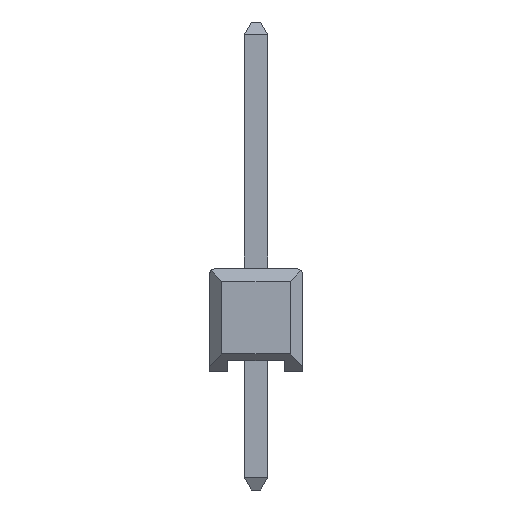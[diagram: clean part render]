
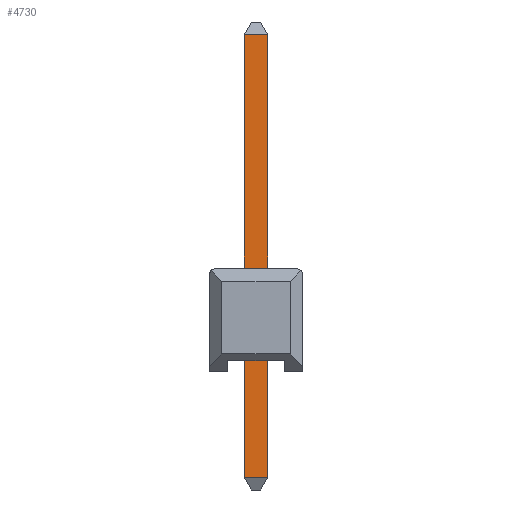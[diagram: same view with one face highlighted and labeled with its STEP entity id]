
A CAD part, front view. The second image highlights one B-rep face of the part: STEP entity #4730.
In plain terms, the highlighted free-form (B-spline) face has degree [1, 1] with [2, 2] control points.
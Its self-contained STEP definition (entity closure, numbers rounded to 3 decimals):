
#3992 = B_SPLINE_SURFACE_WITH_KNOTS('',1,1,(
    (#3993,#3994)
    ,(#3995,#3996
    )),.UNSPECIFIED.,.F.,.F.,.F.,(2,2),(2,2),(0.01,
    0.4),(-0.64,-0.01),.PIECEWISE_BEZIER_KNOTS.);
#3993 = CARTESIAN_POINT('',(0.315,-22.985,-3.2)
  );
#3994 = CARTESIAN_POINT('',(-0.315,-22.985,-3.2)
  );
#3995 = CARTESIAN_POINT('',(0.315,-23.175,-2.86)
  );
#3996 = CARTESIAN_POINT('',(-0.315,-23.175,-2.86)
  );
#4030 = VERTEX_POINT('',#4031);
#4031 = CARTESIAN_POINT('',(-0.315,-23.175,-2.86)
  );
#4068 = B_SPLINE_SURFACE_WITH_KNOTS('',1,1,(
    (#4069,#4070)
    ,(#4071,#4072
    )),.UNSPECIFIED.,.F.,.F.,.F.,(2,2),(2,2),(-9.358,
    0.093),(-0.64,0.01),
  .PIECEWISE_BEZIER_KNOTS.);
#4069 = CARTESIAN_POINT('',(-0.315,-22.535,9.326)
  );
#4070 = CARTESIAN_POINT('',(-0.315,-23.185,9.326)
  );
#4071 = CARTESIAN_POINT('',(-0.315,-22.535,-2.981)
  );
#4072 = CARTESIAN_POINT('',(-0.315,-23.185,-2.981)
  );
#4286 = VERTEX_POINT('',#4287);
#4287 = CARTESIAN_POINT('',(0.315,-23.175,-2.86)
  );
#4322 = B_SPLINE_SURFACE_WITH_KNOTS('',1,1,(
    (#4323,#4324)
    ,(#4325,#4326
    )),.UNSPECIFIED.,.F.,.F.,.F.,(2,2),(2,2),(-0.64,0.01),(
    -9.358,0.093),.PIECEWISE_BEZIER_KNOTS.);
#4323 = CARTESIAN_POINT('',(0.315,-22.535,9.326));
#4324 = CARTESIAN_POINT('',(0.315,-22.535,-2.981)
  );
#4325 = CARTESIAN_POINT('',(0.315,-23.185,9.326));
#4326 = CARTESIAN_POINT('',(0.315,-23.185,-2.981)
  );
#4357 = EDGE_CURVE('',#4286,#4030,#4358,.T.);
#4358 = SURFACE_CURVE('',#4359,(#4362,#4368),.PCURVE_S1.);
#4359 = B_SPLINE_CURVE_WITH_KNOTS('',1,(#4360,#4361),.UNSPECIFIED.,.F.,
  .F.,(2,2),(-9.896,-9.266),.PIECEWISE_BEZIER_KNOTS.);
#4360 = CARTESIAN_POINT('',(0.315,-23.175,-2.86)
  );
#4361 = CARTESIAN_POINT('',(-0.315,-23.175,-2.86)
  );
#4362 = PCURVE('',#3992,#4363);
#4363 = DEFINITIONAL_REPRESENTATION('',(#4364),#4367);
#4364 = B_SPLINE_CURVE_WITH_KNOTS('',1,(#4365,#4366),.UNSPECIFIED.,.F.,
  .F.,(2,2),(-9.896,-9.266),.PIECEWISE_BEZIER_KNOTS.);
#4365 = CARTESIAN_POINT('',(0.4,-0.64));
#4366 = CARTESIAN_POINT('',(0.4,-0.01));
#4367 = ( GEOMETRIC_REPRESENTATION_CONTEXT(2) 
PARAMETRIC_REPRESENTATION_CONTEXT() REPRESENTATION_CONTEXT('2D SPACE',''
  ) );
#4368 = PCURVE('',#4369,#4374);
#4369 = B_SPLINE_SURFACE_WITH_KNOTS('',1,1,(
    (#4370,#4371)
    ,(#4372,#4373
    )),.UNSPECIFIED.,.F.,.F.,.F.,(2,2),(2,2),(0.121,
    12.136),(-0.64,-0.01),.PIECEWISE_BEZIER_KNOTS.);
#4370 = CARTESIAN_POINT('',(0.315,-23.175,-2.86)
  );
#4371 = CARTESIAN_POINT('',(-0.315,-23.175,-2.86)
  );
#4372 = CARTESIAN_POINT('',(0.315,-23.175,9.156));
#4373 = CARTESIAN_POINT('',(-0.315,-23.175,9.156)
  );
#4374 = DEFINITIONAL_REPRESENTATION('',(#4375),#4378);
#4375 = B_SPLINE_CURVE_WITH_KNOTS('',1,(#4376,#4377),.UNSPECIFIED.,.F.,
  .F.,(2,2),(-9.896,-9.266),.PIECEWISE_BEZIER_KNOTS.);
#4376 = CARTESIAN_POINT('',(0.121,-0.64));
#4377 = CARTESIAN_POINT('',(0.121,-0.01));
#4378 = ( GEOMETRIC_REPRESENTATION_CONTEXT(2) 
PARAMETRIC_REPRESENTATION_CONTEXT() REPRESENTATION_CONTEXT('2D SPACE',''
  ) );
#4490 = VERTEX_POINT('',#4491);
#4491 = CARTESIAN_POINT('',(0.315,-23.175,9.156));
#4503 = B_SPLINE_SURFACE_WITH_KNOTS('',1,1,(
    (#4504,#4505)
    ,(#4506,#4507
    )),.UNSPECIFIED.,.F.,.F.,.F.,(2,2),(2,2),(-0.399,
    -0.01),(-0.64,-0.01),.PIECEWISE_BEZIER_KNOTS.);
#4504 = CARTESIAN_POINT('',(0.315,-23.175,9.156));
#4505 = CARTESIAN_POINT('',(-0.315,-23.175,9.156)
  );
#4506 = CARTESIAN_POINT('',(0.315,-22.985,9.496));
#4507 = CARTESIAN_POINT('',(-0.315,-22.985,9.496));
#4577 = VERTEX_POINT('',#4578);
#4578 = CARTESIAN_POINT('',(-0.315,-23.175,9.156)
  );
#4596 = EDGE_CURVE('',#4577,#4490,#4597,.T.);
#4597 = SURFACE_CURVE('',#4598,(#4601,#4607),.PCURVE_S1.);
#4598 = B_SPLINE_CURVE_WITH_KNOTS('',1,(#4599,#4600),.UNSPECIFIED.,.F.,
  .F.,(2,2),(-19.791,-19.161),.PIECEWISE_BEZIER_KNOTS.);
#4599 = CARTESIAN_POINT('',(-0.315,-23.175,9.156)
  );
#4600 = CARTESIAN_POINT('',(0.315,-23.175,9.156));
#4601 = PCURVE('',#4503,#4602);
#4602 = DEFINITIONAL_REPRESENTATION('',(#4603),#4606);
#4603 = B_SPLINE_CURVE_WITH_KNOTS('',1,(#4604,#4605),.UNSPECIFIED.,.F.,
  .F.,(2,2),(-19.791,-19.161),.PIECEWISE_BEZIER_KNOTS.);
#4604 = CARTESIAN_POINT('',(-0.399,-0.01));
#4605 = CARTESIAN_POINT('',(-0.399,-0.64));
#4606 = ( GEOMETRIC_REPRESENTATION_CONTEXT(2) 
PARAMETRIC_REPRESENTATION_CONTEXT() REPRESENTATION_CONTEXT('2D SPACE',''
  ) );
#4607 = PCURVE('',#4369,#4608);
#4608 = DEFINITIONAL_REPRESENTATION('',(#4609),#4612);
#4609 = B_SPLINE_CURVE_WITH_KNOTS('',1,(#4610,#4611),.UNSPECIFIED.,.F.,
  .F.,(2,2),(-19.791,-19.161),.PIECEWISE_BEZIER_KNOTS.);
#4610 = CARTESIAN_POINT('',(12.136,-0.01));
#4611 = CARTESIAN_POINT('',(12.136,-0.64));
#4612 = ( GEOMETRIC_REPRESENTATION_CONTEXT(2) 
PARAMETRIC_REPRESENTATION_CONTEXT() REPRESENTATION_CONTEXT('2D SPACE',''
  ) );
#4710 = EDGE_CURVE('',#4490,#4286,#4711,.T.);
#4711 = SURFACE_CURVE('',#4712,(#4715,#4722),.PCURVE_S1.);
#4712 = B_SPLINE_CURVE_WITH_KNOTS('',1,(#4713,#4714),.UNSPECIFIED.,.F.,
  .F.,(2,2),(-19.123,-9.896),.PIECEWISE_BEZIER_KNOTS.);
#4713 = CARTESIAN_POINT('',(0.315,-23.175,9.156));
#4714 = CARTESIAN_POINT('',(0.315,-23.175,-2.86)
  );
#4715 = PCURVE('',#4322,#4716);
#4716 = DEFINITIONAL_REPRESENTATION('',(#4717),#4721);
#4717 = B_SPLINE_CURVE_WITH_KNOTS('',2,(#4718,#4719,#4720),
  .UNSPECIFIED.,.F.,.F.,(3,3),(-19.123,-9.896),
  .PIECEWISE_BEZIER_KNOTS.);
#4718 = CARTESIAN_POINT('',(0.,-9.227));
#4719 = CARTESIAN_POINT('',(0.,-4.614));
#4720 = CARTESIAN_POINT('',(0.,0.));
#4721 = ( GEOMETRIC_REPRESENTATION_CONTEXT(2) 
PARAMETRIC_REPRESENTATION_CONTEXT() REPRESENTATION_CONTEXT('2D SPACE',''
  ) );
#4722 = PCURVE('',#4369,#4723);
#4723 = DEFINITIONAL_REPRESENTATION('',(#4724),#4727);
#4724 = B_SPLINE_CURVE_WITH_KNOTS('',1,(#4725,#4726),.UNSPECIFIED.,.F.,
  .F.,(2,2),(-19.123,-9.896),.PIECEWISE_BEZIER_KNOTS.);
#4725 = CARTESIAN_POINT('',(12.136,-0.64));
#4726 = CARTESIAN_POINT('',(0.121,-0.64));
#4727 = ( GEOMETRIC_REPRESENTATION_CONTEXT(2) 
PARAMETRIC_REPRESENTATION_CONTEXT() REPRESENTATION_CONTEXT('2D SPACE',''
  ) );
#4730 = ADVANCED_FACE('',(#4731),#4369,.T.);
#4731 = FACE_BOUND('',#4732,.T.);
#4732 = EDGE_LOOP('',(#4733,#4752,#4753,#4754));
#4733 = ORIENTED_EDGE('',*,*,#4734,.T.);
#4734 = EDGE_CURVE('',#4577,#4030,#4735,.T.);
#4735 = SURFACE_CURVE('',#4736,(#4739,#4745),.PCURVE_S1.);
#4736 = B_SPLINE_CURVE_WITH_KNOTS('',1,(#4737,#4738),.UNSPECIFIED.,.F.,
  .F.,(2,2),(0.038,9.266),
  .PIECEWISE_BEZIER_KNOTS.);
#4737 = CARTESIAN_POINT('',(-0.315,-23.175,9.156)
  );
#4738 = CARTESIAN_POINT('',(-0.315,-23.175,-2.86)
  );
#4739 = PCURVE('',#4369,#4740);
#4740 = DEFINITIONAL_REPRESENTATION('',(#4741),#4744);
#4741 = B_SPLINE_CURVE_WITH_KNOTS('',1,(#4742,#4743),.UNSPECIFIED.,.F.,
  .F.,(2,2),(0.038,9.266),
  .PIECEWISE_BEZIER_KNOTS.);
#4742 = CARTESIAN_POINT('',(12.136,-0.01));
#4743 = CARTESIAN_POINT('',(0.121,-0.01));
#4744 = ( GEOMETRIC_REPRESENTATION_CONTEXT(2) 
PARAMETRIC_REPRESENTATION_CONTEXT() REPRESENTATION_CONTEXT('2D SPACE',''
  ) );
#4745 = PCURVE('',#4068,#4746);
#4746 = DEFINITIONAL_REPRESENTATION('',(#4747),#4751);
#4747 = B_SPLINE_CURVE_WITH_KNOTS('',2,(#4748,#4749,#4750),
  .UNSPECIFIED.,.F.,.F.,(3,3),(0.038,9.266),
  .PIECEWISE_BEZIER_KNOTS.);
#4748 = CARTESIAN_POINT('',(-9.227,0.));
#4749 = CARTESIAN_POINT('',(-4.614,0.));
#4750 = CARTESIAN_POINT('',(0.,0.));
#4751 = ( GEOMETRIC_REPRESENTATION_CONTEXT(2) 
PARAMETRIC_REPRESENTATION_CONTEXT() REPRESENTATION_CONTEXT('2D SPACE',''
  ) );
#4752 = ORIENTED_EDGE('',*,*,#4357,.F.);
#4753 = ORIENTED_EDGE('',*,*,#4710,.F.);
#4754 = ORIENTED_EDGE('',*,*,#4596,.F.);
